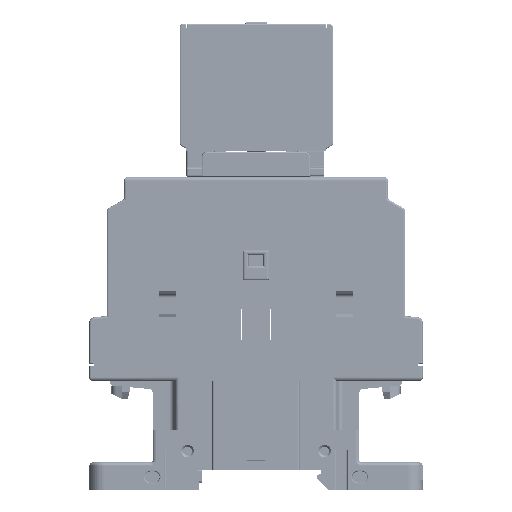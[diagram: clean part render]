
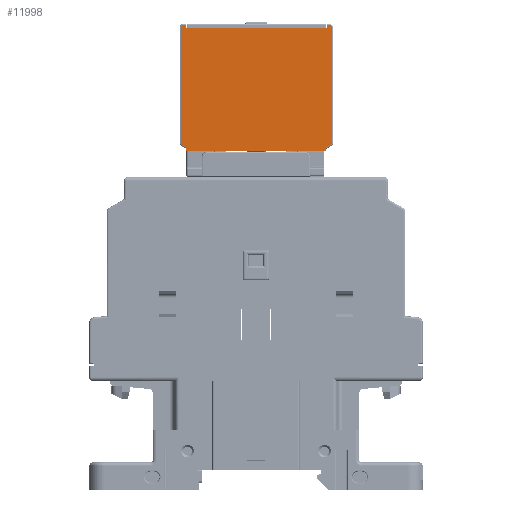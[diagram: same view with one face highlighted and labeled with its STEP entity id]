
A CAD part, left-side view. The second image highlights one B-rep face of the part: STEP entity #11998.
In plain terms, the highlighted planar face has unit normal (-1, 0, 0).
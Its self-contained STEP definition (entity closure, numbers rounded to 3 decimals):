
#7779=PLANE('',#129557);
#11998=ADVANCED_FACE('',(#18252),#7779,.F.);
#18252=FACE_OUTER_BOUND('',#23593,.T.);
#23593=EDGE_LOOP('',(#74606,#74607,#74608,#74609,#74610,#74611,#74612,#74613,
#74614,#74615,#74616,#74617,#74618,#74619,#74620,#74621));
#35426=LINE('',#205530,#49290);
#35427=LINE('',#205533,#49291);
#35428=LINE('',#205535,#49292);
#35429=LINE('',#205537,#49293);
#35430=LINE('',#205539,#49294);
#35431=LINE('',#205543,#49295);
#35432=LINE('',#205547,#49296);
#35433=LINE('',#205549,#49297);
#35434=LINE('',#205551,#49298);
#35435=LINE('',#205553,#49299);
#35436=LINE('',#205555,#49300);
#35437=LINE('',#205559,#49301);
#49290=VECTOR('',#157157,1.);
#49291=VECTOR('',#157158,1.);
#49292=VECTOR('',#157159,1.);
#49293=VECTOR('',#157160,1.);
#49294=VECTOR('',#157161,1.);
#49295=VECTOR('',#157164,1.);
#49296=VECTOR('',#157167,1.);
#49297=VECTOR('',#157168,1.);
#49298=VECTOR('',#157169,1.);
#49299=VECTOR('',#157170,1.);
#49300=VECTOR('',#157171,1.);
#49301=VECTOR('',#157174,1.);
#74606=ORIENTED_EDGE('',*,*,#112884,.F.);
#74607=ORIENTED_EDGE('',*,*,#112885,.F.);
#74608=ORIENTED_EDGE('',*,*,#112886,.F.);
#74609=ORIENTED_EDGE('',*,*,#112887,.F.);
#74610=ORIENTED_EDGE('',*,*,#112888,.F.);
#74611=ORIENTED_EDGE('',*,*,#112889,.F.);
#74612=ORIENTED_EDGE('',*,*,#112890,.F.);
#74613=ORIENTED_EDGE('',*,*,#112891,.F.);
#74614=ORIENTED_EDGE('',*,*,#112892,.F.);
#74615=ORIENTED_EDGE('',*,*,#112893,.F.);
#74616=ORIENTED_EDGE('',*,*,#112894,.F.);
#74617=ORIENTED_EDGE('',*,*,#112895,.F.);
#74618=ORIENTED_EDGE('',*,*,#112896,.F.);
#74619=ORIENTED_EDGE('',*,*,#112897,.F.);
#74620=ORIENTED_EDGE('',*,*,#112898,.F.);
#74621=ORIENTED_EDGE('',*,*,#112899,.F.);
#94321=VERTEX_POINT('',#205531);
#94322=VERTEX_POINT('',#205532);
#94323=VERTEX_POINT('',#205534);
#94324=VERTEX_POINT('',#205536);
#94325=VERTEX_POINT('',#205538);
#94326=VERTEX_POINT('',#205540);
#94327=VERTEX_POINT('',#205542);
#94328=VERTEX_POINT('',#205544);
#94329=VERTEX_POINT('',#205546);
#94330=VERTEX_POINT('',#205548);
#94331=VERTEX_POINT('',#205550);
#94332=VERTEX_POINT('',#205552);
#94333=VERTEX_POINT('',#205554);
#94334=VERTEX_POINT('',#205556);
#94335=VERTEX_POINT('',#205558);
#94336=VERTEX_POINT('',#205560);
#112884=EDGE_CURVE('',#94321,#94322,#35426,.T.);
#112885=EDGE_CURVE('',#94323,#94321,#35427,.T.);
#112886=EDGE_CURVE('',#94324,#94323,#35428,.T.);
#112887=EDGE_CURVE('',#94325,#94324,#35429,.T.);
#112888=EDGE_CURVE('',#94326,#94325,#35430,.T.);
#112889=EDGE_CURVE('',#94327,#94326,#120782,.T.);
#112890=EDGE_CURVE('',#94328,#94327,#35431,.T.);
#112891=EDGE_CURVE('',#94329,#94328,#120783,.T.);
#112892=EDGE_CURVE('',#94330,#94329,#35432,.T.);
#112893=EDGE_CURVE('',#94331,#94330,#35433,.T.);
#112894=EDGE_CURVE('',#94332,#94331,#35434,.T.);
#112895=EDGE_CURVE('',#94333,#94332,#35435,.T.);
#112896=EDGE_CURVE('',#94334,#94333,#35436,.T.);
#112897=EDGE_CURVE('',#94335,#94334,#120784,.T.);
#112898=EDGE_CURVE('',#94336,#94335,#35437,.T.);
#112899=EDGE_CURVE('',#94322,#94336,#120785,.T.);
#120782=CIRCLE('',#129553,0.7);
#120783=CIRCLE('',#129554,0.7);
#120784=CIRCLE('',#129555,0.7);
#120785=CIRCLE('',#129556,0.7);
#129553=AXIS2_PLACEMENT_3D('',#205541,#157162,#157163);
#129554=AXIS2_PLACEMENT_3D('',#205545,#157165,#157166);
#129555=AXIS2_PLACEMENT_3D('',#205557,#157172,#157173);
#129556=AXIS2_PLACEMENT_3D('',#205561,#157175,#157176);
#129557=AXIS2_PLACEMENT_3D('',#205562,#157177,#157178);
#157157=DIRECTION('',(0.,-1.,0.));
#157158=DIRECTION('',(0.,0.,1.));
#157159=DIRECTION('',(0.,-1.,0.));
#157160=DIRECTION('',(0.,0.,-1.));
#157161=DIRECTION('',(0.,-1.,0.));
#157162=DIRECTION('',(1.,0.,0.));
#157163=DIRECTION('',(0.,0.707,0.707));
#157164=DIRECTION('',(0.,0.,1.));
#157165=DIRECTION('',(1.,0.,0.));
#157166=DIRECTION('',(0.,0.866,-0.5));
#157167=DIRECTION('',(0.,0.866,0.5));
#157168=DIRECTION('',(0.,0.,1.));
#157169=DIRECTION('',(0.,1.,0.));
#157170=DIRECTION('',(0.,0.,-1.));
#157171=DIRECTION('',(0.,0.866,-0.5));
#157172=DIRECTION('',(1.,0.,0.));
#157173=DIRECTION('',(0.,-0.866,-0.5));
#157174=DIRECTION('',(0.,0.,-1.));
#157175=DIRECTION('',(1.,0.,0.));
#157176=DIRECTION('',(0.,-0.707,0.707));
#157177=DIRECTION('',(1.,0.,0.));
#157178=DIRECTION('',(0.,1.,0.));
#205530=CARTESIAN_POINT('',(-19.416,-19.,125.5));
#205531=CARTESIAN_POINT('',(-19.416,-18.995,125.5));
#205532=CARTESIAN_POINT('',(-19.416,-19.6,125.5));
#205533=CARTESIAN_POINT('',(-19.416,-18.995,108.837));
#205534=CARTESIAN_POINT('',(-19.416,-18.995,124.6));
#205535=CARTESIAN_POINT('',(-19.416,19.2,124.6));
#205536=CARTESIAN_POINT('',(-19.416,19.2,124.6));
#205537=CARTESIAN_POINT('',(-19.416,19.2,125.5));
#205538=CARTESIAN_POINT('',(-19.416,19.2,125.5));
#205539=CARTESIAN_POINT('',(-19.416,19.8,125.5));
#205540=CARTESIAN_POINT('',(-19.416,19.8,125.5));
#205541=CARTESIAN_POINT('',(-19.416,19.8,124.8));
#205542=CARTESIAN_POINT('',(-19.416,20.5,124.8));
#205543=CARTESIAN_POINT('',(-19.416,20.5,93.717));
#205544=CARTESIAN_POINT('',(-19.416,20.5,93.717));
#205545=CARTESIAN_POINT('',(-19.416,19.8,93.717));
#205546=CARTESIAN_POINT('',(-19.416,20.15,93.11));
#205547=CARTESIAN_POINT('',(-19.416,19.,92.446));
#205548=CARTESIAN_POINT('',(-19.416,19.,92.446));
#205549=CARTESIAN_POINT('',(-19.416,19.,91.6));
#205550=CARTESIAN_POINT('',(-19.416,19.,91.6));
#205551=CARTESIAN_POINT('',(-19.416,-18.8,91.6));
#205552=CARTESIAN_POINT('',(-19.416,-18.8,91.6));
#205553=CARTESIAN_POINT('',(-19.416,-18.8,92.446));
#205554=CARTESIAN_POINT('',(-19.416,-18.8,92.446));
#205555=CARTESIAN_POINT('',(-19.416,-19.95,93.11));
#205556=CARTESIAN_POINT('',(-19.416,-19.95,93.11));
#205557=CARTESIAN_POINT('',(-19.416,-19.6,93.717));
#205558=CARTESIAN_POINT('',(-19.416,-20.3,93.717));
#205559=CARTESIAN_POINT('',(-19.416,-20.3,124.8));
#205560=CARTESIAN_POINT('',(-19.416,-20.3,124.8));
#205561=CARTESIAN_POINT('',(-19.416,-19.6,124.8));
#205562=CARTESIAN_POINT('',(-19.416,0.1,108.837));
